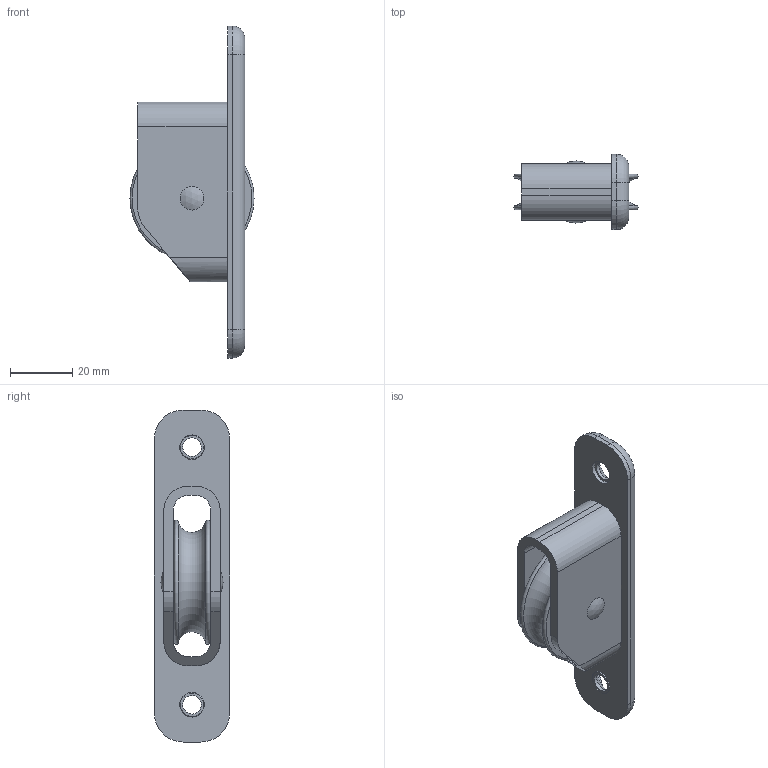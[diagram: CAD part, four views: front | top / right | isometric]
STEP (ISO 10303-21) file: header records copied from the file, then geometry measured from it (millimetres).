
FILE_DESCRIPTION(/* description */ (''),/* implementation_level */ '2;1');
FILE_NAME(/* name */ '00418.stp',/* time_stamp */ '2016-05-04T16:53:24+02:00',/* author */ ('Nicola'),/* organization */ (''),/* preprocessor_version */ 'ST-DEVELOPER v16.1',/* originating_system */ 'Autodesk Inventor 2016',/* authorisation */ '');
FILE_SCHEMA (('AUTOMOTIVE_DESIGN { 1 0 10303 214 3 1 1 }'));
Length unit declared in the file: millimetre
Products named in the file (1): 00418
Bounding box: 40 x 24.2 x 107 mm (x, y, z)
Volume: 29991 mm3; surface area: 15576.6 mm2
Topology: 1 solids, 3 shells, 89 faces, 219 edges, 138 vertices
Faces by surface type: cylinder 40, plane 26, torus 15, cone 6, sphere 2
Full cylindrical faces by diameter (mm): 6 x2, 7.5 x2, 7.9 x2, 13.9 x1, 21 x4, 21.3 x2
Entity records: 2555 total; most frequent: CARTESIAN_POINT 515, DIRECTION 443, ORIENTED_EDGE 370, EDGE_CURVE 185, AXIS2_PLACEMENT_3D 184, VERTEX_POINT 130, EDGE_LOOP 129, CIRCLE 90
